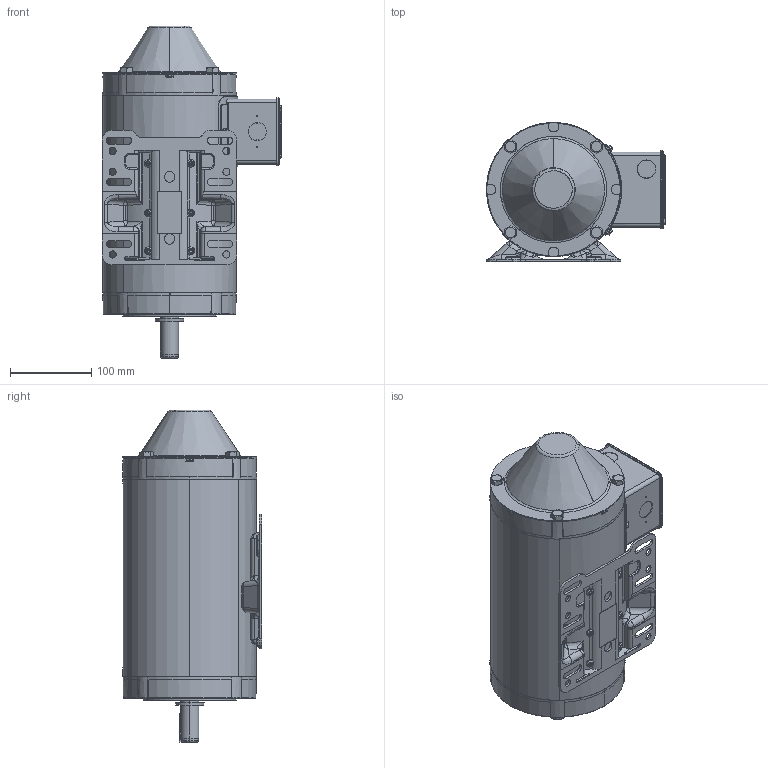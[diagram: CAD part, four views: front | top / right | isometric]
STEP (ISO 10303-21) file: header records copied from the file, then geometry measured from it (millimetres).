
FILE_DESCRIPTION (( 'STEP AP214' ), '1' );
FILE_NAME ('104059-956_RevH.STEP', '2021-12-13T20:19:36', ( '' ), ( '' ), 'SwSTEP 2.0', 'SolidWorks 2017', '' );
FILE_SCHEMA (( 'AUTOMOTIVE_DESIGN' ));
Length unit declared in the file: inch
Products named in the file (1): 104059-956_RevH
Bounding box: 220.27 x 170.76 x 407.53 mm (x, y, z)
Volume: 1048661.4 mm3; surface area: 690083.9 mm2
Topology: 33 solids, 33 shells, 3473 faces, 9211 edges, 5825 vertices
Faces by surface type: plane 1145, bspline 842, cylinder 837, cone 649
Entity records: 146443 total; most frequent: CARTESIAN_POINT 66662, ORIENTED_EDGE 18298, DIRECTION 14492, EDGE_CURVE 9149, VERTEX_POINT 5825, AXIS2_PLACEMENT_3D 5678, EDGE_LOOP 3732, FACE_OUTER_BOUND 3473
